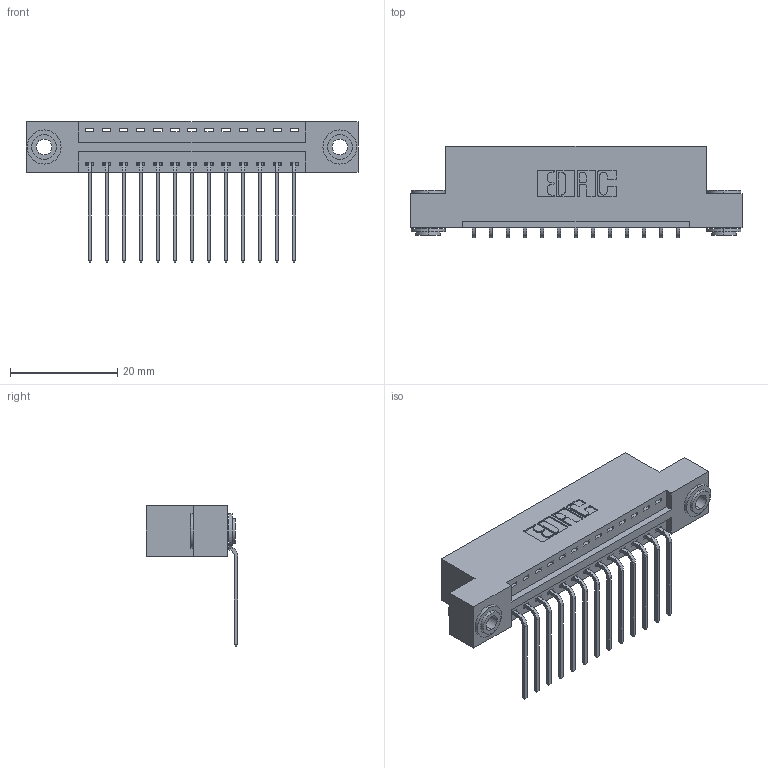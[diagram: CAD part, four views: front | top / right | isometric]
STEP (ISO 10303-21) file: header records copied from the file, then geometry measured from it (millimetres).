
FILE_DESCRIPTION (( 'STEP AP203' ), '1' );
FILE_NAME ('346-013-559-103.STEP', '2018-08-20T00:09:32', ( '' ), ( '' ), 'SwSTEP 2.0', 'SolidWorks 2016', '' );
FILE_SCHEMA (( 'CONFIG_CONTROL_DESIGN' ));
Length unit declared in the file: inch
Products named in the file (4): 346 Part_Flush Mounting Lugs - 0.156 Dia-TH; 345-292-001_558 559 Tail - 1; 345-250-002_345-250-002-102; 346-013-559-103
Assembly tree (16 placements, depth 2):
  346-013-559-103
    346 Part_Flush Mounting Lugs - 0.156 Dia-TH
    345-292-001_558 559 Tail - 1  x13
    345-250-002_345-250-002-102  x2
Bounding box: 61.85 x 17.08 x 26.16 mm (x, y, z)
Volume: 5783.2 mm3; surface area: 7392.9 mm2
Topology: 16 solids, 16 shells, 940 faces, 2771 edges, 1826 vertices
Faces by surface type: plane 632, cylinder 300, cone 8
Entity records: 12706 total; most frequent: CARTESIAN_POINT 2166, ORIENTED_EDGE 2106, DIRECTION 1977, EDGE_CURVE 1053, VECTOR 845, LINE 845, VERTEX_POINT 698, AXIS2_PLACEMENT_3D 566
